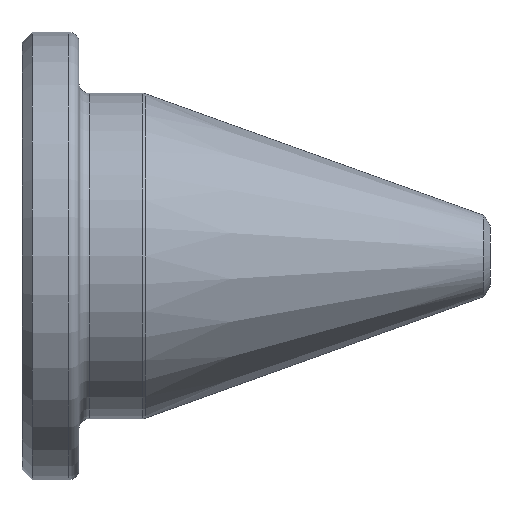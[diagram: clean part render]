
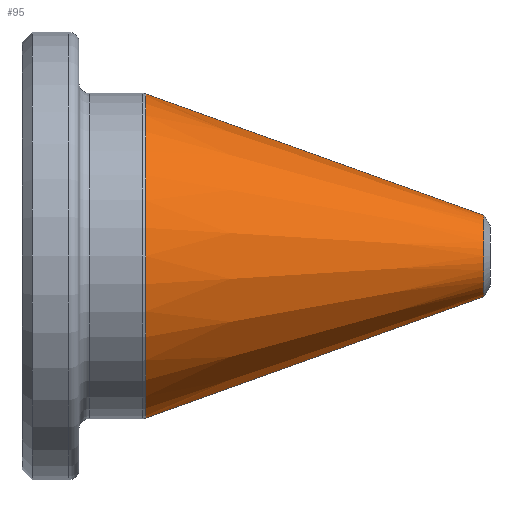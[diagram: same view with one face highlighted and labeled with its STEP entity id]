
A CAD part, left-side view. The second image highlights one B-rep face of the part: STEP entity #95.
In plain terms, the highlighted conical face has half-angle 19.762 degrees and reference radius 2 mm.
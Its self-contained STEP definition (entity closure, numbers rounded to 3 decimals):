
#13 = CARTESIAN_POINT ( 'NONE',  ( 0., 0.3, 2. ) ) ;
#41 = VERTEX_POINT ( 'NONE', #457 ) ;
#42 = DIRECTION ( 'NONE',  ( 0., 0., -1. ) ) ;
#43 = FACE_OUTER_BOUND ( 'NONE', #121, .T. ) ;
#46 = CIRCLE ( 'NONE', #578, 7.971 ) ;
#95 = ADVANCED_FACE ( 'NONE', ( #43 ), #489, .T. ) ;
#110 = DIRECTION ( 'NONE',  ( 0., 0., -1. ) ) ;
#121 = EDGE_LOOP ( 'NONE', ( #182, #380, #596, #539 ) ) ;
#147 = CARTESIAN_POINT ( 'NONE',  ( 0., 0.3, -2. ) ) ;
#173 = VERTEX_POINT ( 'NONE', #147 ) ;
#182 = ORIENTED_EDGE ( 'NONE', *, *, #417, .F. ) ;
#292 = VECTOR ( 'NONE', #660, 1000. ) ;
#317 = EDGE_CURVE ( 'NONE', #692, #41, #46, .T. ) ;
#326 = AXIS2_PLACEMENT_3D ( 'NONE', #515, #463, #42 ) ;
#348 = AXIS2_PLACEMENT_3D ( 'NONE', #408, #371, #359 ) ;
#359 = DIRECTION ( 'NONE',  ( 0., 0., 1. ) ) ;
#360 = EDGE_CURVE ( 'NONE', #452, #692, #559, .T. ) ;
#371 = DIRECTION ( 'NONE',  ( 0., 1., 0. ) ) ;
#377 = CIRCLE ( 'NONE', #326, 2. ) ;
#380 = ORIENTED_EDGE ( 'NONE', *, *, #503, .F. ) ;
#396 = CARTESIAN_POINT ( 'NONE',  ( 0., 16.918, 7.971 ) ) ;
#408 = CARTESIAN_POINT ( 'NONE',  ( 0., 0.3, 0. ) ) ;
#417 = EDGE_CURVE ( 'NONE', #173, #41, #614, .T. ) ;
#439 = DIRECTION ( 'NONE',  ( 0., -1., 0. ) ) ;
#452 = VERTEX_POINT ( 'NONE', #607 ) ;
#457 = CARTESIAN_POINT ( 'NONE',  ( 0., 16.918, -7.971 ) ) ;
#463 = DIRECTION ( 'NONE',  ( 0., -1., 0. ) ) ;
#489 = CONICAL_SURFACE ( 'NONE', #348, 2., 0.345 ) ;
#503 = EDGE_CURVE ( 'NONE', #452, #173, #377, .T. ) ;
#515 = CARTESIAN_POINT ( 'NONE',  ( 0., 0.3, 0. ) ) ;
#539 = ORIENTED_EDGE ( 'NONE', *, *, #317, .T. ) ;
#549 = CARTESIAN_POINT ( 'NONE',  ( 0., 0.3, -2. ) ) ;
#552 = DIRECTION ( 'NONE',  ( 0., 0.941, 0.338 ) ) ;
#559 = LINE ( 'NONE', #13, #650 ) ;
#578 = AXIS2_PLACEMENT_3D ( 'NONE', #704, #439, #110 ) ;
#596 = ORIENTED_EDGE ( 'NONE', *, *, #360, .T. ) ;
#607 = CARTESIAN_POINT ( 'NONE',  ( 0., 0.3, 2. ) ) ;
#614 = LINE ( 'NONE', #549, #292 ) ;
#650 = VECTOR ( 'NONE', #552, 1000. ) ;
#660 = DIRECTION ( 'NONE',  ( 0., 0.941, -0.338 ) ) ;
#692 = VERTEX_POINT ( 'NONE', #396 ) ;
#704 = CARTESIAN_POINT ( 'NONE',  ( 0., 16.918, 0. ) ) ;
